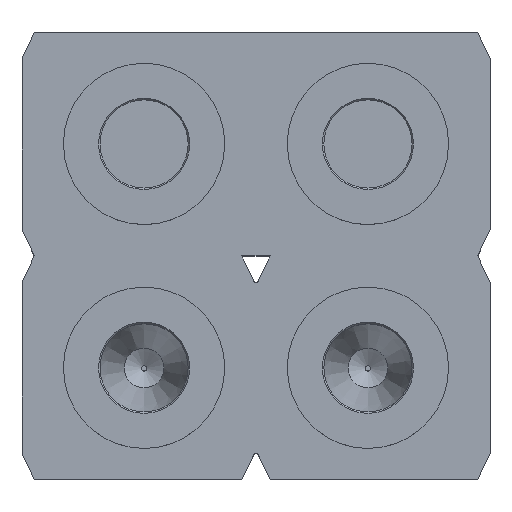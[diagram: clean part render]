
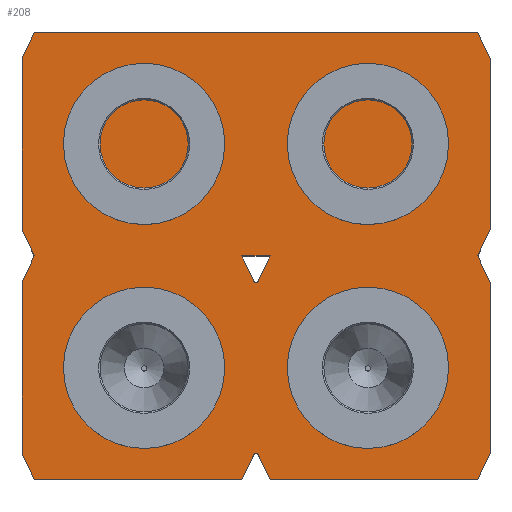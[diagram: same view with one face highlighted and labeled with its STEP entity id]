
A CAD part, top view. The second image highlights one B-rep face of the part: STEP entity #208.
In plain terms, the highlighted planar face has unit normal (0, 0, 1).
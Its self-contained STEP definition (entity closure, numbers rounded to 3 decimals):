
#208=ADVANCED_FACE('',(#626,#628,#630,#632),#634,.T.);
#626=FACE_BOUND('',#627,.T.);
#627=EDGE_LOOP('',(#1011,#1012,#1013,#1014,#1015,#1016,#1017,#1018,#1019,#1020,#1021,
#1022,#1023,#1024,#1025,#1026,#1027,#1028));
#628=FACE_BOUND('',#629,.T.);
#629=EDGE_LOOP('',(#1029,#1030,#1031,#1032));
#630=FACE_BOUND('',#631,.T.);
#631=EDGE_LOOP('',(#1033));
#632=FACE_BOUND('',#633,.T.);
#633=EDGE_LOOP('',(#1034));
#634=PLANE('',#635);
#635=AXIS2_PLACEMENT_3D('',#636,#637,#638);
#636=CARTESIAN_POINT('',(0.,0.,1.86));
#637=DIRECTION('',(0.,0.,1.));
#638=DIRECTION('',(1.,0.,0.));
#1011=ORIENTED_EDGE('',*,*,#1189,.T.);
#1012=ORIENTED_EDGE('',*,*,#1190,.T.);
#1013=ORIENTED_EDGE('',*,*,#1191,.T.);
#1014=ORIENTED_EDGE('',*,*,#1192,.T.);
#1015=ORIENTED_EDGE('',*,*,#1193,.T.);
#1016=ORIENTED_EDGE('',*,*,#1194,.T.);
#1017=ORIENTED_EDGE('',*,*,#1195,.T.);
#1018=ORIENTED_EDGE('',*,*,#1196,.T.);
#1019=ORIENTED_EDGE('',*,*,#1197,.T.);
#1020=ORIENTED_EDGE('',*,*,#1198,.T.);
#1021=ORIENTED_EDGE('',*,*,#1199,.T.);
#1022=ORIENTED_EDGE('',*,*,#1200,.T.);
#1023=ORIENTED_EDGE('',*,*,#1201,.T.);
#1024=ORIENTED_EDGE('',*,*,#1202,.T.);
#1025=ORIENTED_EDGE('',*,*,#1203,.T.);
#1026=ORIENTED_EDGE('',*,*,#1204,.T.);
#1027=ORIENTED_EDGE('',*,*,#1205,.T.);
#1028=ORIENTED_EDGE('',*,*,#1206,.T.);
#1029=ORIENTED_EDGE('',*,*,#1207,.T.);
#1030=ORIENTED_EDGE('',*,*,#1208,.T.);
#1031=ORIENTED_EDGE('',*,*,#1209,.T.);
#1032=ORIENTED_EDGE('',*,*,#1210,.T.);
#1033=ORIENTED_EDGE('',*,*,#1211,.T.);
#1034=ORIENTED_EDGE('',*,*,#1212,.T.);
#1189=EDGE_CURVE('',#1302,#1303,#1304,.T.);
#1190=EDGE_CURVE('',#1303,#1305,#1306,.T.);
#1191=EDGE_CURVE('',#1305,#1307,#1308,.T.);
#1192=EDGE_CURVE('',#1307,#1309,#1310,.T.);
#1193=EDGE_CURVE('',#1309,#1311,#1312,.F.);
#1194=EDGE_CURVE('',#1311,#1313,#1314,.F.);
#1195=EDGE_CURVE('',#1313,#1315,#1316,.F.);
#1196=EDGE_CURVE('',#1315,#1317,#1318,.T.);
#1197=EDGE_CURVE('',#1317,#1319,#1320,.T.);
#1198=EDGE_CURVE('',#1319,#1321,#1322,.T.);
#1199=EDGE_CURVE('',#1321,#1323,#1324,.T.);
#1200=EDGE_CURVE('',#1323,#1325,#1326,.T.);
#1201=EDGE_CURVE('',#1325,#1327,#1328,.T.);
#1202=EDGE_CURVE('',#1327,#1329,#1330,.T.);
#1203=EDGE_CURVE('',#1329,#1331,#1332,.T.);
#1204=EDGE_CURVE('',#1331,#1333,#1334,.T.);
#1205=EDGE_CURVE('',#1333,#1335,#1336,.T.);
#1206=EDGE_CURVE('',#1335,#1302,#1337,.T.);
#1207=EDGE_CURVE('',#1338,#1339,#1340,.F.);
#1208=EDGE_CURVE('',#1339,#1341,#1342,.F.);
#1209=EDGE_CURVE('',#1341,#1343,#1344,.F.);
#1210=EDGE_CURVE('',#1343,#1338,#1345,.T.);
#1211=EDGE_CURVE('',#1346,#1346,#1347,.F.);
#1212=EDGE_CURVE('',#1348,#1348,#1349,.F.);
#1302=VERTEX_POINT('',#1510);
#1303=VERTEX_POINT('',#1511);
#1304=LINE('',#1512,#1513);
#1305=VERTEX_POINT('',#1515);
#1306=LINE('',#1516,#1517);
#1307=VERTEX_POINT('',#1519);
#1308=LINE('',#1520,#1521);
#1309=VERTEX_POINT('',#1523);
#1310=LINE('',#1524,#1525);
#1311=VERTEX_POINT('',#1527);
#1312=LINE('',#1528,#1529);
#1313=VERTEX_POINT('',#1531);
#1314=CIRCLE('',#1532,0.03);
#1315=VERTEX_POINT('',#1536);
#1316=LINE('',#1537,#1538);
#1317=VERTEX_POINT('',#1540);
#1318=LINE('',#1541,#1542);
#1319=VERTEX_POINT('',#1544);
#1320=LINE('',#1545,#1546);
#1321=VERTEX_POINT('',#1548);
#1322=LINE('',#1549,#1550);
#1323=VERTEX_POINT('',#1552);
#1324=LINE('',#1553,#1554);
#1325=VERTEX_POINT('',#1556);
#1326=LINE('',#1557,#1558);
#1327=VERTEX_POINT('',#1560);
#1328=LINE('',#1561,#1562);
#1329=VERTEX_POINT('',#1564);
#1330=LINE('',#1565,#1566);
#1331=VERTEX_POINT('',#1568);
#1332=LINE('',#1569,#1570);
#1333=VERTEX_POINT('',#1572);
#1334=LINE('',#1573,#1574);
#1335=VERTEX_POINT('',#1576);
#1336=LINE('',#1577,#1578);
#1337=LINE('',#1580,#1581);
#1338=VERTEX_POINT('',#1583);
#1339=VERTEX_POINT('',#1584);
#1340=LINE('',#1585,#1586);
#1341=VERTEX_POINT('',#1588);
#1342=CIRCLE('',#1589,0.03);
#1343=VERTEX_POINT('',#1593);
#1344=LINE('',#1594,#1595);
#1345=LINE('',#1597,#1598);
#1346=VERTEX_POINT('',#1600);
#1347=CIRCLE('',#1601,0.66);
#1348=VERTEX_POINT('',#1605);
#1349=CIRCLE('',#1606,0.66);
#1510=CARTESIAN_POINT('',(-1.245,1.27,1.86));
#1511=CARTESIAN_POINT('',(-1.385,0.97,1.86));
#1512=CARTESIAN_POINT('',(-1.245,1.27,1.86));
#1513=VECTOR('',#1514,1.);
#1514=DIRECTION('',(-0.423,-0.906,0.));
#1515=CARTESIAN_POINT('',(-1.385,-0.97,1.86));
#1516=CARTESIAN_POINT('',(-1.385,0.97,1.86));
#1517=VECTOR('',#1518,1.);
#1518=DIRECTION('',(0.,-1.,0.));
#1519=CARTESIAN_POINT('',(-1.245,-1.27,1.86));
#1520=CARTESIAN_POINT('',(-1.385,-0.97,1.86));
#1521=VECTOR('',#1522,1.);
#1522=DIRECTION('',(0.423,-0.906,0.));
#1523=CARTESIAN_POINT('',(1.111,-1.27,1.86));
#1524=CARTESIAN_POINT('',(-1.245,-1.27,1.86));
#1525=VECTOR('',#1526,1.);
#1526=DIRECTION('',(1.,0.,0.));
#1527=CARTESIAN_POINT('',(1.243,-0.987,1.86));
#1528=CARTESIAN_POINT('',(1.243,-0.987,1.86));
#1529=VECTOR('',#1530,1.);
#1530=DIRECTION('',(-0.423,-0.906,0.));
#1531=CARTESIAN_POINT('',(1.297,-0.987,1.86));
#1532=AXIS2_PLACEMENT_3D('',#1533,#1534,#1535);
#1533=CARTESIAN_POINT('',(1.27,-1.,1.86));
#1534=DIRECTION('',(0.,-0.,1.));
#1535=DIRECTION('',(0.906,0.423,0.));
#1536=CARTESIAN_POINT('',(1.429,-1.27,1.86));
#1537=CARTESIAN_POINT('',(1.429,-1.27,1.86));
#1538=VECTOR('',#1539,1.);
#1539=DIRECTION('',(-0.423,0.906,0.));
#1540=CARTESIAN_POINT('',(3.785,-1.27,1.86));
#1541=CARTESIAN_POINT('',(1.429,-1.27,1.86));
#1542=VECTOR('',#1543,1.);
#1543=DIRECTION('',(1.,0.,0.));
#1544=CARTESIAN_POINT('',(3.925,-0.97,1.86));
#1545=CARTESIAN_POINT('',(3.785,-1.27,1.86));
#1546=VECTOR('',#1547,1.);
#1547=DIRECTION('',(0.423,0.906,0.));
#1548=CARTESIAN_POINT('',(3.925,0.97,1.86));
#1549=CARTESIAN_POINT('',(3.925,-0.97,1.86));
#1550=VECTOR('',#1551,1.);
#1551=DIRECTION('',(0.,1.,0.));
#1552=CARTESIAN_POINT('',(3.785,1.27,1.86));
#1553=CARTESIAN_POINT('',(3.925,0.97,1.86));
#1554=VECTOR('',#1555,1.);
#1555=DIRECTION('',(-0.423,0.906,0.));
#1556=CARTESIAN_POINT('',(3.925,1.57,1.86));
#1557=CARTESIAN_POINT('',(3.785,1.27,1.86));
#1558=VECTOR('',#1559,1.);
#1559=DIRECTION('',(0.423,0.906,0.));
#1560=CARTESIAN_POINT('',(3.925,3.51,1.86));
#1561=CARTESIAN_POINT('',(3.925,1.57,1.86));
#1562=VECTOR('',#1563,1.);
#1563=DIRECTION('',(0.,1.,0.));
#1564=CARTESIAN_POINT('',(3.785,3.81,1.86));
#1565=CARTESIAN_POINT('',(3.925,3.51,1.86));
#1566=VECTOR('',#1567,1.);
#1567=DIRECTION('',(-0.423,0.906,0.));
#1568=CARTESIAN_POINT('',(-1.245,3.81,1.86));
#1569=CARTESIAN_POINT('',(3.785,3.81,1.86));
#1570=VECTOR('',#1571,1.);
#1571=DIRECTION('',(-1.,0.,0.));
#1572=CARTESIAN_POINT('',(-1.385,3.51,1.86));
#1573=CARTESIAN_POINT('',(-1.245,3.81,1.86));
#1574=VECTOR('',#1575,1.);
#1575=DIRECTION('',(-0.423,-0.906,0.));
#1576=CARTESIAN_POINT('',(-1.385,1.57,1.86));
#1577=CARTESIAN_POINT('',(-1.385,3.51,1.86));
#1578=VECTOR('',#1579,1.);
#1579=DIRECTION('',(0.,-1.,0.));
#1580=CARTESIAN_POINT('',(-1.385,1.57,1.86));
#1581=VECTOR('',#1582,1.);
#1582=DIRECTION('',(0.423,-0.906,0.));
#1583=CARTESIAN_POINT('',(1.429,1.27,1.86));
#1584=CARTESIAN_POINT('',(1.297,0.987,1.86));
#1585=CARTESIAN_POINT('',(1.297,0.987,1.86));
#1586=VECTOR('',#1587,1.);
#1587=DIRECTION('',(0.423,0.906,0.));
#1588=CARTESIAN_POINT('',(1.243,0.987,1.86));
#1589=AXIS2_PLACEMENT_3D('',#1590,#1591,#1592);
#1590=CARTESIAN_POINT('',(1.27,1.,1.86));
#1591=DIRECTION('',(-0.,0.,1.));
#1592=DIRECTION('',(-0.906,-0.423,0.));
#1593=CARTESIAN_POINT('',(1.111,1.27,1.86));
#1594=CARTESIAN_POINT('',(1.111,1.27,1.86));
#1595=VECTOR('',#1596,1.);
#1596=DIRECTION('',(0.423,-0.906,0.));
#1597=CARTESIAN_POINT('',(1.111,1.27,1.86));
#1598=VECTOR('',#1599,1.);
#1599=DIRECTION('',(1.,0.,0.));
#1600=CARTESIAN_POINT('',(0.66,0.,1.86));
#1601=AXIS2_PLACEMENT_3D('',#1602,#1603,#1604);
#1602=CARTESIAN_POINT('',(0.,0.,1.86));
#1603=DIRECTION('',(0.,0.,1.));
#1604=DIRECTION('',(1.,0.,0.));
#1605=CARTESIAN_POINT('',(3.2,0.,1.86));
#1606=AXIS2_PLACEMENT_3D('',#1607,#1608,#1609);
#1607=CARTESIAN_POINT('',(2.54,0.,1.86));
#1608=DIRECTION('',(0.,0.,1.));
#1609=DIRECTION('',(1.,0.,0.));
